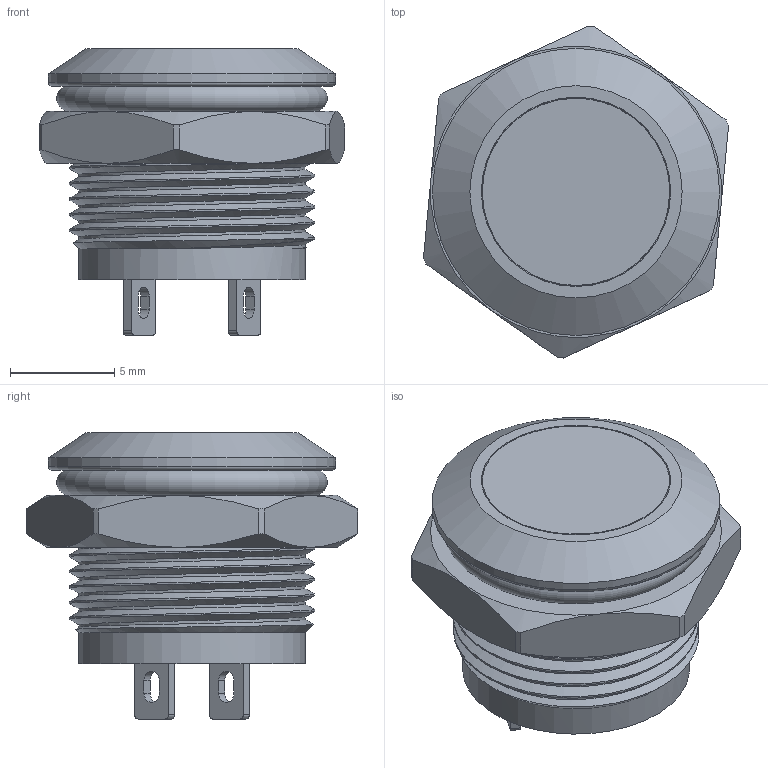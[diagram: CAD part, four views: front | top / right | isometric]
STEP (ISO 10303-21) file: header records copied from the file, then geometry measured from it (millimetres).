
FILE_DESCRIPTION(/* description */ (''),/* implementation_level */ '2;1');
FILE_NAME(/* name */ 'EJ12_211PM_stp.stp',/* time_stamp */ '2021-04-08T13:48:31+08:00',/* author */ (''),/* organization */ (''),/* preprocessor_version */ 'ST-DEVELOPER v11',/* originating_system */ 'SIEMENS UGS NX 6.0',/* authorisation */ '');
FILE_SCHEMA (('CONFIG_CONTROL_DESIGN'));
Length unit declared in the file: millimetre
Products named in the file (7): JH8.382.299; JH8.382.298; JH7.810.267; JH8.683.066; JH7.740.176; JH8.382.109; EJ12_211PM_stp
Assembly tree (10 placements, depth 2):
  EJ12_211PM_stp
    JH8.382.109  x2
    JH7.740.176  x4
    JH8.683.066
    JH7.810.267
    JH8.382.298
    JH8.382.299
Bounding box: 14.67 x 15.95 x 13.75 mm (x, y, z)
Volume: 1018.6 mm3; surface area: 2745.2 mm2
Topology: 10 solids, 10 shells, 272 faces, 679 edges, 439 vertices
Faces by surface type: plane 166, cylinder 57, cone 31, extrusion 8, bspline 6, torus 4
Full cylindrical faces by diameter (mm): 7.3 x1, 9 x1, 9.1 x1, 9.85 x1, 10.3 x2, 10.9 x11, 13.8 x1
Entity records: 7562 total; most frequent: CARTESIAN_POINT 2681, ORIENTED_EDGE 816, DIRECTION 778, EDGE_CURVE 408, VECTOR 280, LINE 272, VERTEX_POINT 270, AXIS2_PLACEMENT_3D 249
